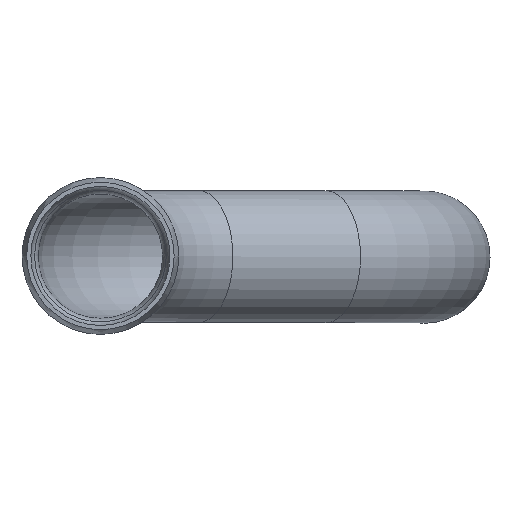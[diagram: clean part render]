
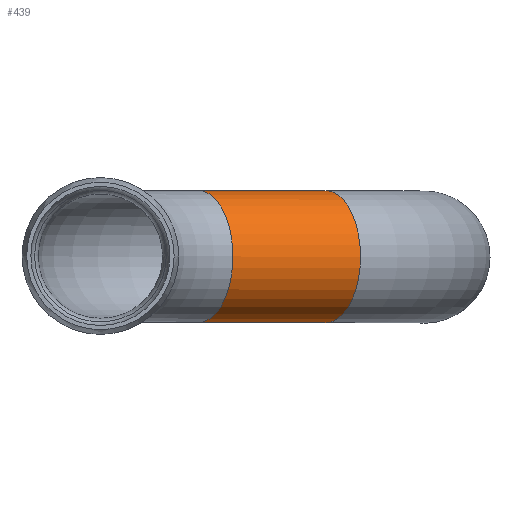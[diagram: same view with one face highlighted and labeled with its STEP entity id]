
A CAD part, top view. The second image highlights one B-rep face of the part: STEP entity #439.
In plain terms, the highlighted cylindrical face has radius 265 mm (diameter 530 mm), a full revolution.
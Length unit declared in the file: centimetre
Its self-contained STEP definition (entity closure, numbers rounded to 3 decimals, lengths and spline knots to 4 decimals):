
#45=FACE_OUTER_BOUND('',#74,.T.);
#74=EDGE_LOOP('',(#324,#325,#326,#327,#328));
#99=LINE('',#764,#111);
#111=VECTOR('',#603,26.5);
#134=CIRCLE('',#485,26.5);
#135=CIRCLE('',#486,26.5);
#136=CIRCLE('',#488,26.5);
#187=VERTEX_POINT('',#757);
#188=VERTEX_POINT('',#759);
#189=VERTEX_POINT('',#763);
#237=EDGE_CURVE('',#187,#188,#134,.T.);
#238=EDGE_CURVE('',#188,#187,#135,.T.);
#239=EDGE_CURVE('',#188,#189,#99,.T.);
#240=EDGE_CURVE('',#189,#189,#136,.T.);
#324=ORIENTED_EDGE('',*,*,#238,.F.);
#325=ORIENTED_EDGE('',*,*,#239,.T.);
#326=ORIENTED_EDGE('',*,*,#240,.T.);
#327=ORIENTED_EDGE('',*,*,#239,.F.);
#328=ORIENTED_EDGE('',*,*,#237,.F.);
#423=CYLINDRICAL_SURFACE('',#487,26.5);
#439=ADVANCED_FACE('',(#45),#423,.T.);
#485=AXIS2_PLACEMENT_3D('',#760,#597,#598);
#486=AXIS2_PLACEMENT_3D('',#761,#599,#600);
#487=AXIS2_PLACEMENT_3D('',#762,#601,#602);
#488=AXIS2_PLACEMENT_3D('',#765,#604,#605);
#597=DIRECTION('center_axis',(-0.853,0.,0.523));
#598=DIRECTION('ref_axis',(0.523,0.,0.853));
#599=DIRECTION('center_axis',(-0.853,0.,0.523));
#600=DIRECTION('ref_axis',(0.523,0.,0.853));
#601=DIRECTION('center_axis',(-0.853,0.,0.523));
#602=DIRECTION('ref_axis',(0.523,0.,0.853));
#603=DIRECTION('',(0.853,0.,-0.523));
#604=DIRECTION('center_axis',(-0.853,0.,0.523));
#605=DIRECTION('ref_axis',(0.523,0.,0.853));
#757=CARTESIAN_POINT('',(-76.7701,0.,194.3419));
#759=CARTESIAN_POINT('',(-104.4721,0.,149.1578));
#760=CARTESIAN_POINT('Origin',(-90.6211,0.,171.7498));
#761=CARTESIAN_POINT('Origin',(-90.6211,0.,171.7498));
#762=CARTESIAN_POINT('Origin',(-39.3789,0.,140.3337));
#763=CARTESIAN_POINT('',(-53.2299,0.,117.7416));
#764=CARTESIAN_POINT('',(-53.2299,0.,117.7416));
#765=CARTESIAN_POINT('Origin',(-39.3789,0.,140.3337));
